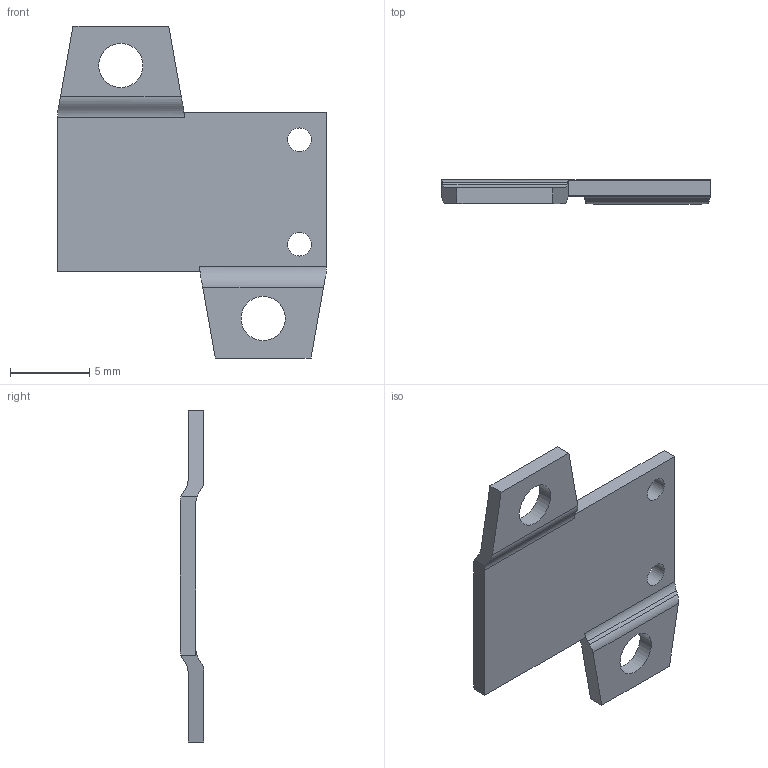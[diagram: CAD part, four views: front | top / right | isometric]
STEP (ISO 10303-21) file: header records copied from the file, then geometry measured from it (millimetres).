
FILE_DESCRIPTION(/* description */ (''),/* implementation_level */ '2;1');
FILE_NAME(/* name */ 'Bracket.ipt.step',/* time_stamp */ '2020-04-16T23:14:06-04:00',/* author */ ('Jordan'),/* organization */ (''),/* preprocessor_version */ 'ST-DEVELOPER v17',/* originating_system */ 'Autodesk Inventor 2019',/* authorisation */ '');
FILE_SCHEMA (('AUTOMOTIVE_DESIGN { 1 0 10303 214 3 1 1 }'));
Length unit declared in the file: millimetre
Products named in the file (1): Bracket
Bounding box: 17 x 1.5 x 21 mm (x, y, z)
Volume: 231.4 mm3; surface area: 565.3 mm2
Topology: 1 solids, 1 shells, 32 faces, 98 edges, 68 vertices
Faces by surface type: plane 20, cylinder 12
Full cylindrical faces by diameter (mm): 1.5 x2, 2.8 x2
Entity records: 1179 total; most frequent: DIRECTION 202, CARTESIAN_POINT 199, ORIENTED_EDGE 196, EDGE_CURVE 98, AXIS2_PLACEMENT_3D 71, VERTEX_POINT 68, LINE 60, VECTOR 60
